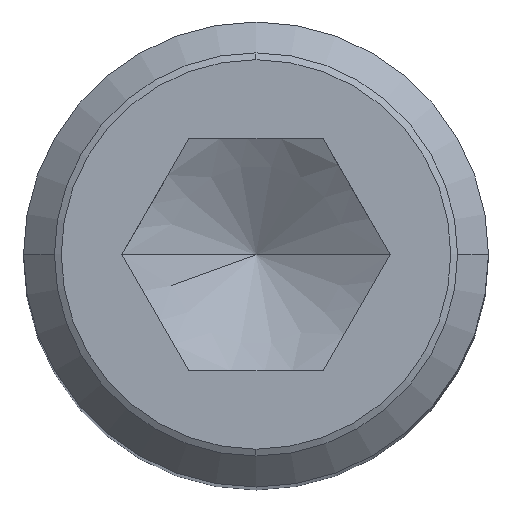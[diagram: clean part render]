
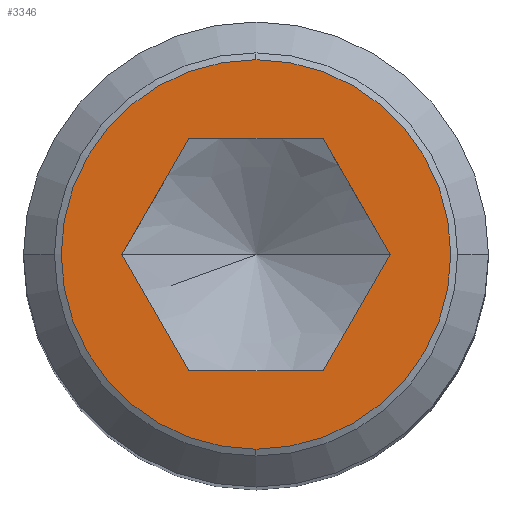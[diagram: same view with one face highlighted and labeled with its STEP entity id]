
A CAD part, top view. The second image highlights one B-rep face of the part: STEP entity #3346.
In plain terms, the highlighted planar face has unit normal (0, 0, 1).
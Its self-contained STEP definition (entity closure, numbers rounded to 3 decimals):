
#1412=VERTEX_POINT('',#3853);
#1452=VERTEX_POINT('',#3897);
#1680=EDGE_CURVE('',#2250,#2090,#4151,.T.);
#1766=EDGE_CURVE('',#2316,#3008,#4249,.T.);
#1782=EDGE_CURVE('',#2760,#2250,#4266,.T.);
#1818=EDGE_CURVE('',#2090,#2316,#4306,.T.);
#2090=VERTEX_POINT('',#4611);
#2250=VERTEX_POINT('',#4792);
#2316=VERTEX_POINT('',#4868);
#2390=EDGE_CURVE('',#1452,#1412,#4954,.T.);
#2510=VERTEX_POINT('',#5090);
#2760=VERTEX_POINT('',#5370);
#2870=EDGE_CURVE('',#1412,#1452,#5496,.T.);
#2880=EDGE_CURVE('',#3008,#2510,#5506,.T.);
#3008=VERTEX_POINT('',#5651);
#3346=ADVANCED_FACE('',(#6028,#6029),#6030,.T.);
#3414=EDGE_CURVE('',#2510,#2760,#6104,.T.);
#3853=CARTESIAN_POINT('',(0.,-4.188,0.));
#3897=CARTESIAN_POINT('',(0.,4.188,0.));
#4151=LINE('',#7041,#7042);
#4249=LINE('',#7173,#7174);
#4266=LINE('',#7204,#7205);
#4306=LINE('',#7263,#7264);
#4611=CARTESIAN_POINT('',(2.887,0.0,0.));
#4792=CARTESIAN_POINT('',(1.443,2.5,0.));
#4868=CARTESIAN_POINT('',(1.443,-2.5,0.));
#4954=CIRCLE('',#8159,4.188);
#5090=CARTESIAN_POINT('',(-2.887,0.0,0.));
#5370=CARTESIAN_POINT('',(-1.443,2.5,0.));
#5496=CIRCLE('',#8940,4.188);
#5506=LINE('',#8957,#8958);
#5651=CARTESIAN_POINT('',(-1.443,-2.5,0.));
#6028=FACE_BOUND('',#9704,.T.);
#6029=FACE_OUTER_BOUND('',#9705,.T.);
#6030=PLANE('',#9706);
#6104=LINE('',#9815,#9816);
#7041=CARTESIAN_POINT('',(2.526,0.625,0.));
#7042=VECTOR('',#10687,1.0);
#7173=CARTESIAN_POINT('',(-0.722,-2.5,0.));
#7174=VECTOR('',#10821,1.0);
#7204=CARTESIAN_POINT('',(0.722,2.5,0.));
#7205=VECTOR('',#10836,1.0);
#7263=CARTESIAN_POINT('',(1.804,-1.875,0.));
#7264=VECTOR('',#10885,1.0);
#8159=AXIS2_PLACEMENT_3D('',#11708,#11709,#11710);
#8940=AXIS2_PLACEMENT_3D('',#12346,#12347,#12348);
#8957=CARTESIAN_POINT('',(-2.526,-0.625,0.));
#8958=VECTOR('',#12352,1.0);
#9704=EDGE_LOOP('',(#12945,#12946,#12947,#12948,#12949,#12950));
#9705=EDGE_LOOP('',(#12951,#12952));
#9706=AXIS2_PLACEMENT_3D('',#12953,#12954,#12955);
#9815=CARTESIAN_POINT('',(-1.804,1.875,0.));
#9816=VECTOR('',#13074,1.0);
#10687=DIRECTION('',(0.5,-0.866,0.));
#10821=DIRECTION('',(-1.0,0.0,0.0));
#10836=DIRECTION('',(1.0,0.0,0.0));
#10885=DIRECTION('',(-0.5,-0.866,0.));
#11708=CARTESIAN_POINT('',(0.,0.,0.));
#11709=DIRECTION('',(0.0,0.0,1.0));
#11710=DIRECTION('',(0.,1.0,0.0));
#12346=CARTESIAN_POINT('',(0.,0.,0.));
#12347=DIRECTION('',(0.0,0.0,1.0));
#12348=DIRECTION('',(0.,1.0,0.0));
#12352=DIRECTION('',(-0.5,0.866,0.));
#12945=ORIENTED_EDGE('',*,*,#2880,.T.);
#12946=ORIENTED_EDGE('',*,*,#3414,.T.);
#12947=ORIENTED_EDGE('',*,*,#1782,.T.);
#12948=ORIENTED_EDGE('',*,*,#1680,.T.);
#12949=ORIENTED_EDGE('',*,*,#1818,.T.);
#12950=ORIENTED_EDGE('',*,*,#1766,.T.);
#12951=ORIENTED_EDGE('',*,*,#2390,.T.);
#12952=ORIENTED_EDGE('',*,*,#2870,.T.);
#12953=CARTESIAN_POINT('',(-3.569,0.,0.));
#12954=DIRECTION('',(0.0,0.0,1.0));
#12955=DIRECTION('',(-1.0,0.,0.0));
#13074=DIRECTION('',(0.5,0.866,0.));
